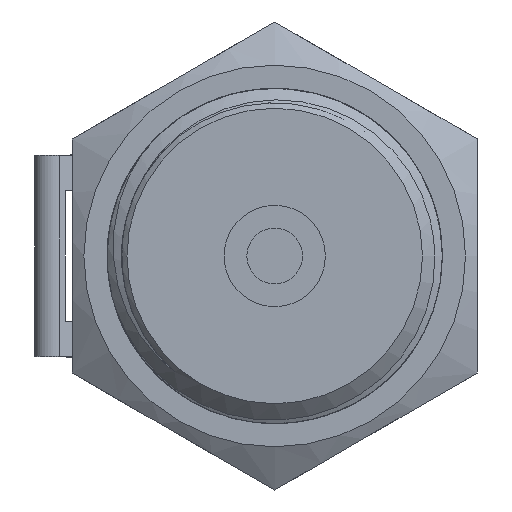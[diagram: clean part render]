
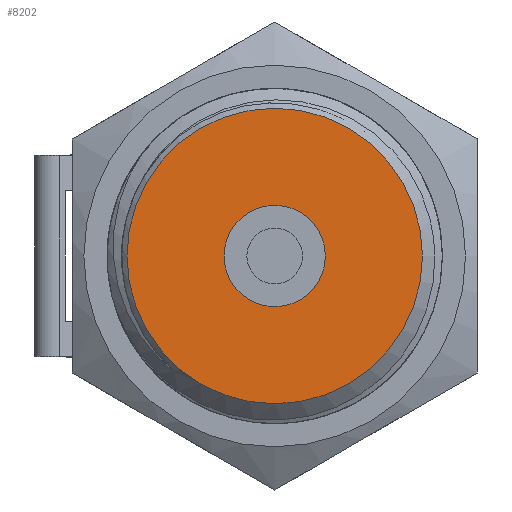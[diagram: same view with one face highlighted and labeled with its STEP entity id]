
A CAD part, left-side view. The second image highlights one B-rep face of the part: STEP entity #8202.
In plain terms, the highlighted planar face has unit normal (-1, 0, 0).
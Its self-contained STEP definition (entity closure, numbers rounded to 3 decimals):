
#387=FACE_BOUND('',#1373,.T.);
#445=PLANE('',#8572);
#870=FACE_OUTER_BOUND('',#1372,.T.);
#1372=EDGE_LOOP('',(#6968));
#1373=EDGE_LOOP('',(#6969));
#1633=CIRCLE('',#8571,3.);
#1634=CIRCLE('',#8573,8.75);
#3848=VERTEX_POINT('',#19006);
#3849=VERTEX_POINT('',#19010);
#4935=EDGE_CURVE('',#3848,#3848,#1633,.T.);
#4937=EDGE_CURVE('',#3849,#3849,#1634,.T.);
#6968=ORIENTED_EDGE('',*,*,#4937,.F.);
#6969=ORIENTED_EDGE('',*,*,#4935,.T.);
#8202=ADVANCED_FACE('',(#870,#387),#445,.T.);
#8571=AXIS2_PLACEMENT_3D('',#19007,#9423,#9424);
#8572=AXIS2_PLACEMENT_3D('',#19009,#9426,#9427);
#8573=AXIS2_PLACEMENT_3D('',#19011,#9428,#9429);
#9423=DIRECTION('center_axis',(1.,0.,0.));
#9424=DIRECTION('ref_axis',(0.,0.,-1.));
#9426=DIRECTION('center_axis',(-1.,0.,0.));
#9427=DIRECTION('ref_axis',(0.,0.,1.));
#9428=DIRECTION('center_axis',(1.,0.,0.));
#9429=DIRECTION('ref_axis',(0.,0.,-1.));
#19006=CARTESIAN_POINT('',(3.,-3.,0.));
#19007=CARTESIAN_POINT('Origin',(3.,0.,0.));
#19009=CARTESIAN_POINT('Origin',(3.,8.75,0.));
#19010=CARTESIAN_POINT('',(3.,-8.75,0.));
#19011=CARTESIAN_POINT('Origin',(3.,0.,0.));
